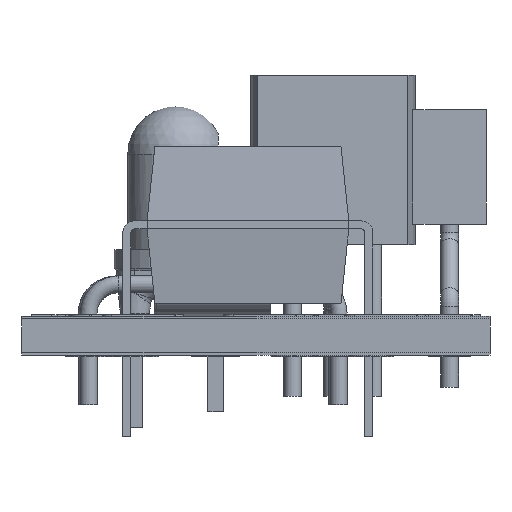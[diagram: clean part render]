
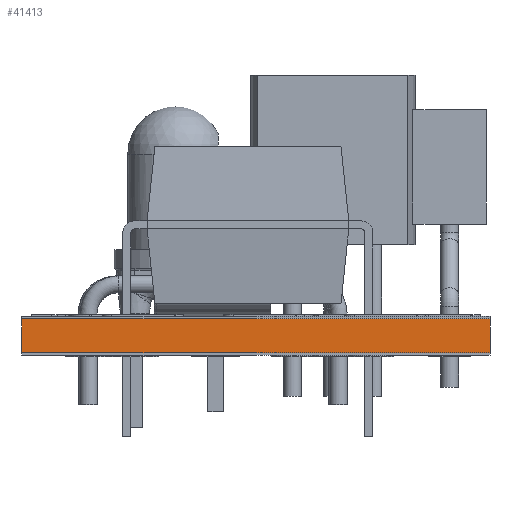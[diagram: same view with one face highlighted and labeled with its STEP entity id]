
A CAD part, front view. The second image highlights one B-rep face of the part: STEP entity #41413.
In plain terms, the highlighted planar face has unit normal (0, -1, 0).
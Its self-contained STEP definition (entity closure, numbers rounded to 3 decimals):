
#910=PLANE('',#43979);
#2741=FACE_OUTER_BOUND('',#5012,.T.);
#5012=EDGE_LOOP('',(#28956,#28957,#28958,#28959));
#7699=LINE('',#58897,#12789);
#7700=LINE('',#58900,#12790);
#7701=LINE('',#58902,#12791);
#7702=LINE('',#58903,#12792);
#12789=VECTOR('',#47327,10.);
#12790=VECTOR('',#47330,10.);
#12791=VECTOR('',#47331,10.);
#12792=VECTOR('',#47332,10.);
#18833=VERTEX_POINT('',#58893);
#18834=VERTEX_POINT('',#58895);
#18835=VERTEX_POINT('',#58899);
#18836=VERTEX_POINT('',#58901);
#22886=EDGE_CURVE('',#18833,#18834,#7699,.T.);
#22887=EDGE_CURVE('',#18835,#18833,#7700,.T.);
#22888=EDGE_CURVE('',#18836,#18834,#7701,.T.);
#22889=EDGE_CURVE('',#18835,#18836,#7702,.T.);
#28956=ORIENTED_EDGE('',*,*,#22887,.T.);
#28957=ORIENTED_EDGE('',*,*,#22886,.T.);
#28958=ORIENTED_EDGE('',*,*,#22888,.F.);
#28959=ORIENTED_EDGE('',*,*,#22889,.F.);
#41413=ADVANCED_FACE('',(#2741),#910,.T.);
#43979=AXIS2_PLACEMENT_3D('',#58898,#47328,#47329);
#47327=DIRECTION('',(0.,0.,1.));
#47328=DIRECTION('center_axis',(0.,-1.,0.));
#47329=DIRECTION('ref_axis',(1.,0.,0.));
#47330=DIRECTION('',(1.,0.,0.));
#47331=DIRECTION('',(1.,0.,0.));
#47332=DIRECTION('',(0.,0.,1.));
#58893=CARTESIAN_POINT('',(14.732,0.,0.));
#58895=CARTESIAN_POINT('',(14.732,0.,1.067));
#58897=CARTESIAN_POINT('',(14.732,0.,0.));
#58898=CARTESIAN_POINT('Origin',(0.,0.,0.));
#58899=CARTESIAN_POINT('',(0.,0.,0.));
#58900=CARTESIAN_POINT('',(0.,0.,0.));
#58901=CARTESIAN_POINT('',(0.,0.,1.067));
#58902=CARTESIAN_POINT('',(0.,0.,1.067));
#58903=CARTESIAN_POINT('',(0.,0.,0.));
